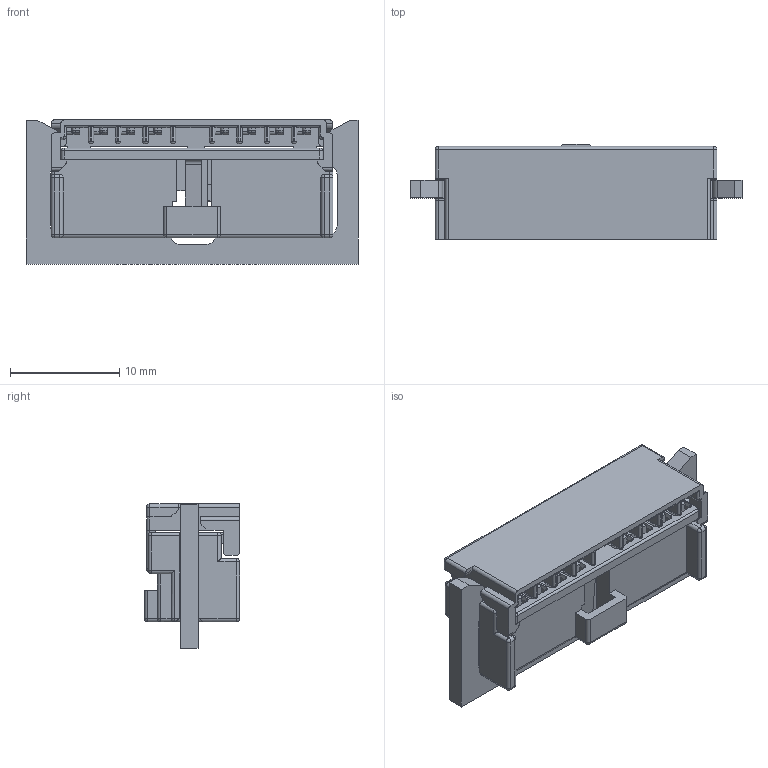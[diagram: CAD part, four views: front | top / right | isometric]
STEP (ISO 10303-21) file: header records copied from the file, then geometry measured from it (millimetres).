
FILE_DESCRIPTION (( 'STEP AP214' ), '1' );
FILE_NAME ('PCB_Slot_8F_V_ASSY.STEP', '2022-03-23T06:47:36', ( 'jkhwang' ), ( '' ), 'SwSTEP 2.0', 'SolidWorks 2020', '' );
FILE_SCHEMA (( 'AUTOMOTIVE_DESIGN' ));
Length unit declared in the file: millimetre
Products named in the file (3): PCB_Slot_8F_V_ASSY; PCB_Slot_8F_V_HSG_Rev.A_堅偌; PCB_Slot_8F_V_PCB_Rev.4
Assembly tree (2 placements, depth 2):
  PCB_Slot_8F_V_ASSY
    PCB_Slot_8F_V_HSG_Rev.A_堅偌
    PCB_Slot_8F_V_PCB_Rev.4
Bounding box: 30.38 x 8.72 x 13.2 mm (x, y, z)
Volume: 1618.1 mm3; surface area: 3006.9 mm2
Topology: 18 solids, 18 shells, 829 faces, 2152 edges, 1337 vertices
Faces by surface type: plane 522, cylinder 245, sphere 43, torus 18, cone 1
Entity records: 24917 total; most frequent: CARTESIAN_POINT 4569, ORIENTED_EDGE 4234, DIRECTION 4071, EDGE_CURVE 2117, VECTOR 1653, LINE 1653, VERTEX_POINT 1337, AXIS2_PLACEMENT_3D 1209
